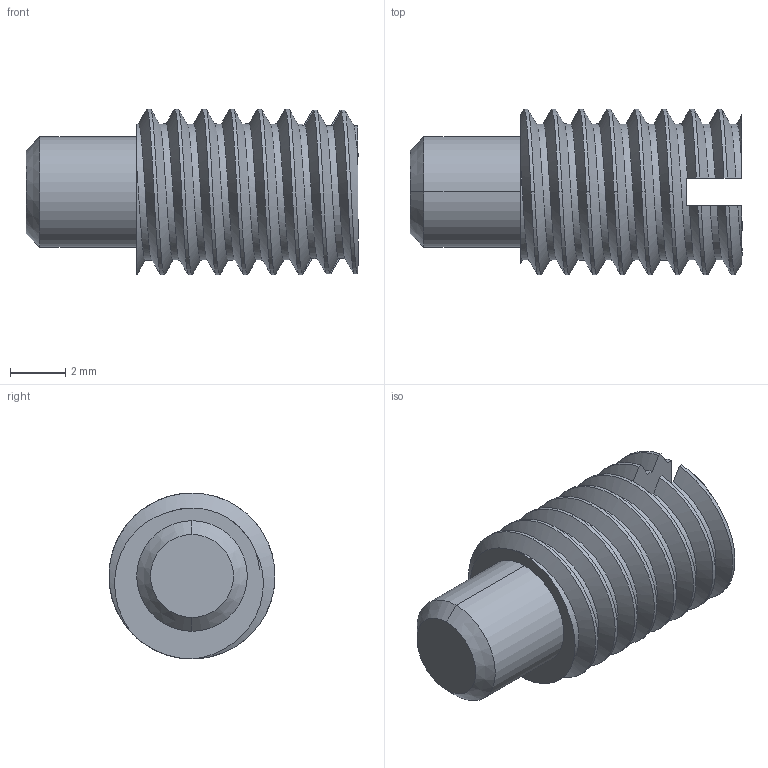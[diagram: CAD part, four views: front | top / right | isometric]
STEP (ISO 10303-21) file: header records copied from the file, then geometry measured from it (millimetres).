
FILE_DESCRIPTION (( 'STEP AP214' ), '1' );
FILE_NAME ('Ser Screw.STEP', '2025-02-11T18:57:45', ( '' ), ( '' ), 'SwSTEP 2.0', 'SolidWorks 2024', '' );
FILE_SCHEMA (( 'AUTOMOTIVE_DESIGN' ));
Length unit declared in the file: millimetre
Products named in the file (1): Ser Screw
Bounding box: 12 x 6 x 6 mm (x, y, z)
Volume: 221.7 mm3; surface area: 328.3 mm2
Topology: 1 solids, 1 shells, 43 faces, 117 edges, 77 vertices
Faces by surface type: cylinder 19, bspline 15, plane 7, cone 2
Entity records: 6677 total; most frequent: CARTESIAN_POINT 5827, ORIENTED_EDGE 234, EDGE_CURVE 117, DIRECTION 105, VERTEX_POINT 77, EDGE_LOOP 44, ADVANCED_FACE 43, FACE_OUTER_BOUND 43
